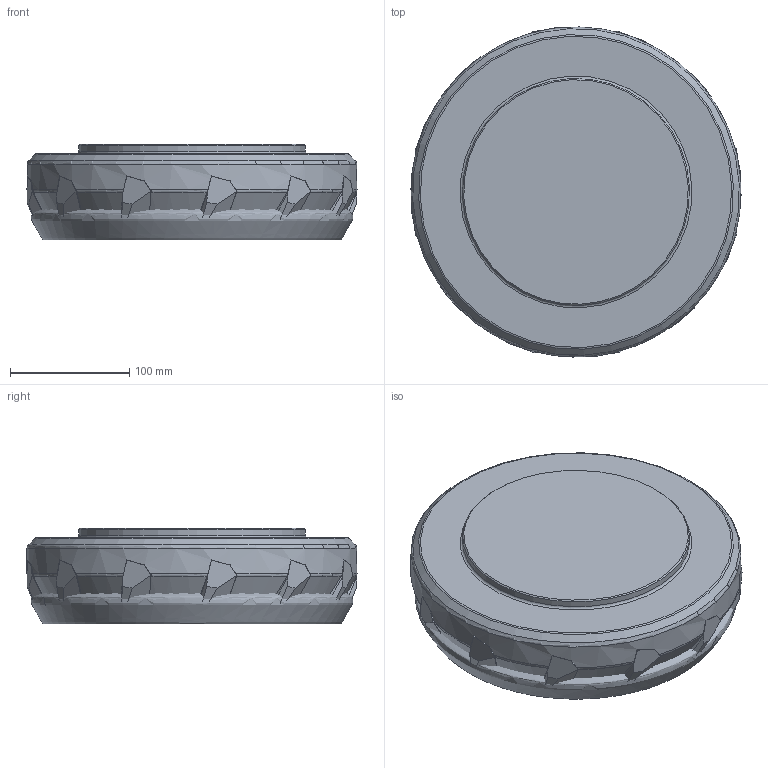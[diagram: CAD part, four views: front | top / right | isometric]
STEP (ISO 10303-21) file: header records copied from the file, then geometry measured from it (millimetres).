
FILE_DESCRIPTION(/* description */ (''),/* implementation_level */ '2;1');
FILE_NAME(/* name */ '1578455597321.stp',/* time_stamp */ '2020-01-08T09:23:31+06:00',/* author */ (''),/* organization */ ('SMS'),/* preprocessor_version */ 'ST-DEVELOPER v16.7',/* originating_system */ 'SIEMENS PLM Software NX 12.0',/* authorisation */ '');
FILE_SCHEMA (('AUTOMOTIVE_DESIGN { 1 0 10303 214 3 1 1 1 }'));
Length unit declared in the file: millimetre
Products named in the file (4): 202246447mod000_01; ASSEMBLY_CONSTRUCTION; 202774903mod000_00; 202774904mod000_00
Assembly tree (3 placements, depth 2):
  202774904mod000_00
    202774903mod000_00
    ASSEMBLY_CONSTRUCTION
    202246447mod000_01
Bounding box: 276.24 x 276.24 x 80 mm (x, y, z)
Volume: 3785977.6 mm3; surface area: 254178.2 mm2
Topology: 2 solids, 2 shells, 365 faces, 1039 edges, 710 vertices
Faces by surface type: plane 268, torus 42, cone 27, cylinder 27, bspline 1
Full cylindrical faces by diameter (mm): 150 x1, 190 x1, 276.302 x1
Entity records: 21886 total; most frequent: CARTESIAN_POINT 12554, ORIENTED_EDGE 2044, DIRECTION 1642, EDGE_CURVE 1022, VERTEX_POINT 687, LINE 624, VECTOR 624, AXIS2_PLACEMENT_3D 509
